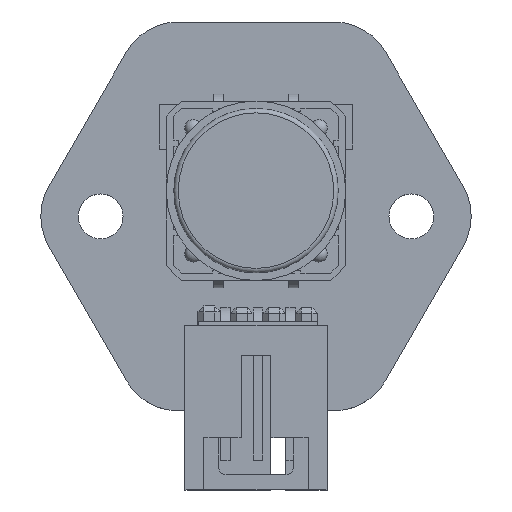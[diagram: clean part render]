
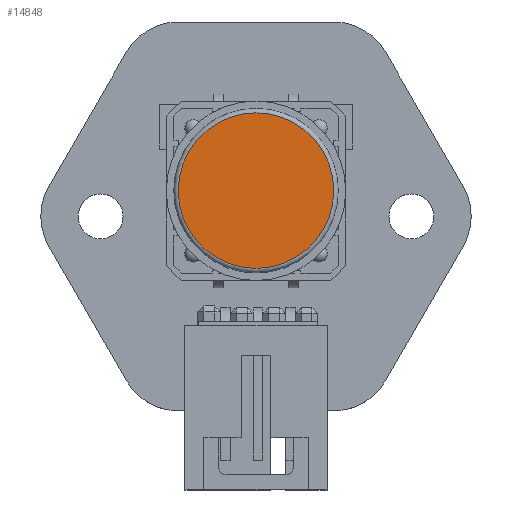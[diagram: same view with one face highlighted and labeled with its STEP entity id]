
A CAD part, top view. The second image highlights one B-rep face of the part: STEP entity #14848.
In plain terms, the highlighted planar face has unit normal (0, 0, 1).
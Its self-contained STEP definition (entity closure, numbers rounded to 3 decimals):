
#14781 = TOROIDAL_SURFACE('',#14782,5.2,0.3);
#14782 = AXIS2_PLACEMENT_3D('',#14783,#14784,#14785);
#14783 = CARTESIAN_POINT('',(0.,1.7,13.3));
#14784 = DIRECTION('',(0.,-0.,-1.));
#14785 = DIRECTION('',(0.,1.,0.));
#14799 = VERTEX_POINT('',#14800);
#14800 = CARTESIAN_POINT('',(0.,6.9,13.6));
#14820 = EDGE_CURVE('',#14799,#14799,#14821,.T.);
#14821 = SURFACE_CURVE('',#14822,(#14827,#14834),.PCURVE_S1.);
#14822 = CIRCLE('',#14823,5.2);
#14823 = AXIS2_PLACEMENT_3D('',#14824,#14825,#14826);
#14824 = CARTESIAN_POINT('',(0.,1.7,13.6));
#14825 = DIRECTION('',(0.,-0.,1.));
#14826 = DIRECTION('',(0.,1.,0.));
#14827 = PCURVE('',#14781,#14828);
#14828 = DEFINITIONAL_REPRESENTATION('',(#14829),#14833);
#14829 = LINE('',#14830,#14831);
#14830 = CARTESIAN_POINT('',(-0.,4.712));
#14831 = VECTOR('',#14832,1.);
#14832 = DIRECTION('',(-1.,0.));
#14833 = ( GEOMETRIC_REPRESENTATION_CONTEXT(2) 
PARAMETRIC_REPRESENTATION_CONTEXT() REPRESENTATION_CONTEXT('2D SPACE',''
  ) );
#14834 = PCURVE('',#14835,#14840);
#14835 = PLANE('',#14836);
#14836 = AXIS2_PLACEMENT_3D('',#14837,#14838,#14839);
#14837 = CARTESIAN_POINT('',(0.,1.7,13.6));
#14838 = DIRECTION('',(0.,0.,1.));
#14839 = DIRECTION('',(0.,1.,0.));
#14840 = DEFINITIONAL_REPRESENTATION('',(#14841),#14845);
#14841 = CIRCLE('',#14842,5.2);
#14842 = AXIS2_PLACEMENT_2D('',#14843,#14844);
#14843 = CARTESIAN_POINT('',(0.,0.));
#14844 = DIRECTION('',(1.,0.));
#14845 = ( GEOMETRIC_REPRESENTATION_CONTEXT(2) 
PARAMETRIC_REPRESENTATION_CONTEXT() REPRESENTATION_CONTEXT('2D SPACE',''
  ) );
#14848 = ADVANCED_FACE('',(#14849),#14835,.T.);
#14849 = FACE_BOUND('',#14850,.T.);
#14850 = EDGE_LOOP('',(#14851));
#14851 = ORIENTED_EDGE('',*,*,#14820,.T.);
